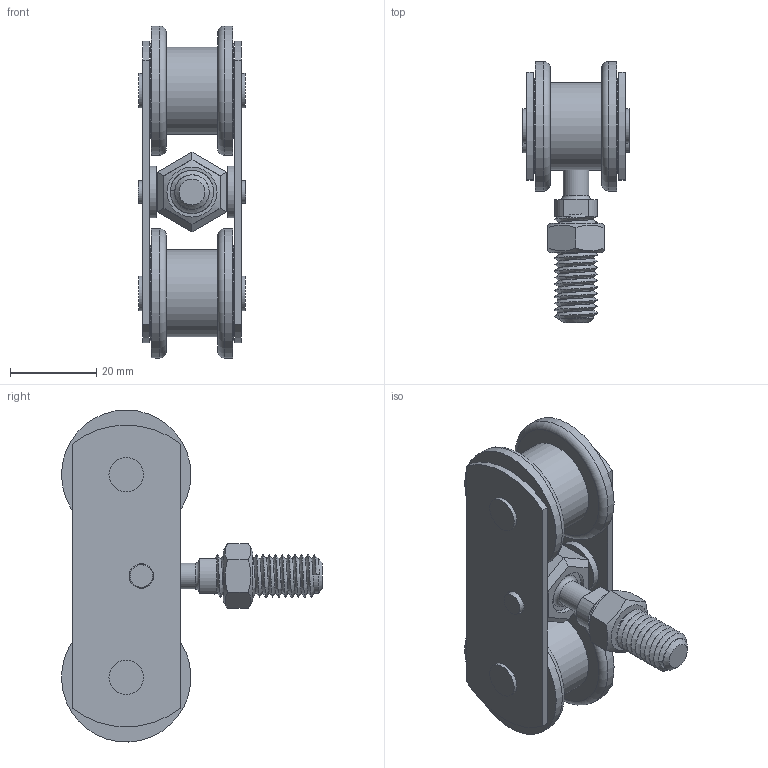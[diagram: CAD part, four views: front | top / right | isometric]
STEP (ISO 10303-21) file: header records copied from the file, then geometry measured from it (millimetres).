
FILE_DESCRIPTION(/* description */ (''),/* implementation_level */ '2;1');
FILE_NAME(/* name */ '633 A.stp',/* time_stamp */ '2016-02-18T11:23:06+01:00',/* author */ ('marc'),/* organization */ (''),/* preprocessor_version */ 'ST-DEVELOPER v15.6',/* originating_system */ 'Autodesk Inventor 2015',/* authorisation */ '');
FILE_SCHEMA (('AUTOMOTIVE_DESIGN { 1 0 10303 214 3 1 1 }'));
Length unit declared in the file: millimetre
Products named in the file (12): 15926; 14941MONT; 15164; 15164 BIS; 15163 CORPS; 15163 HELICOIDAL; 15163; 13504; 15046; 15591; local.ISO.51.90.5; 633 A
Assembly tree (16 placements, depth 3):
  633 A
    15926  x2
    14941MONT  x2
    15164
    15164 BIS  x2
    15163
      15163 CORPS
      15163 HELICOIDAL
    13504  x2
    15046  x2
    15591
    local.ISO.51.90.5
Bounding box: 25 x 60.5 x 76.99 mm (x, y, z)
Volume: 25981.8 mm3; surface area: 26805.6 mm2
Topology: 15 solids, 15 shells, 273 faces, 700 edges, 447 vertices
Faces by surface type: cylinder 129, plane 120, cone 11, torus 11, bspline 2
Full cylindrical faces by diameter (mm): 5.2 x4, 5.4 x2, 5.5 x4, 5.7 x6, 6 x1, 6.647 x1, 8 x5, 10 x4, 10.2 x3, 12 x2, 12.2 x2, 15 x1, 15.8 x2, 16 x1, 16.1 x2, 20.2 x2, 22 x4, 30 x4
Entity records: 6806 total; most frequent: CARTESIAN_POINT 2561, DIRECTION 904, ORIENTED_EDGE 722, AXIS2_PLACEMENT_3D 367, EDGE_CURVE 361, VERTEX_POINT 256, EDGE_LOOP 247, CIRCLE 174
